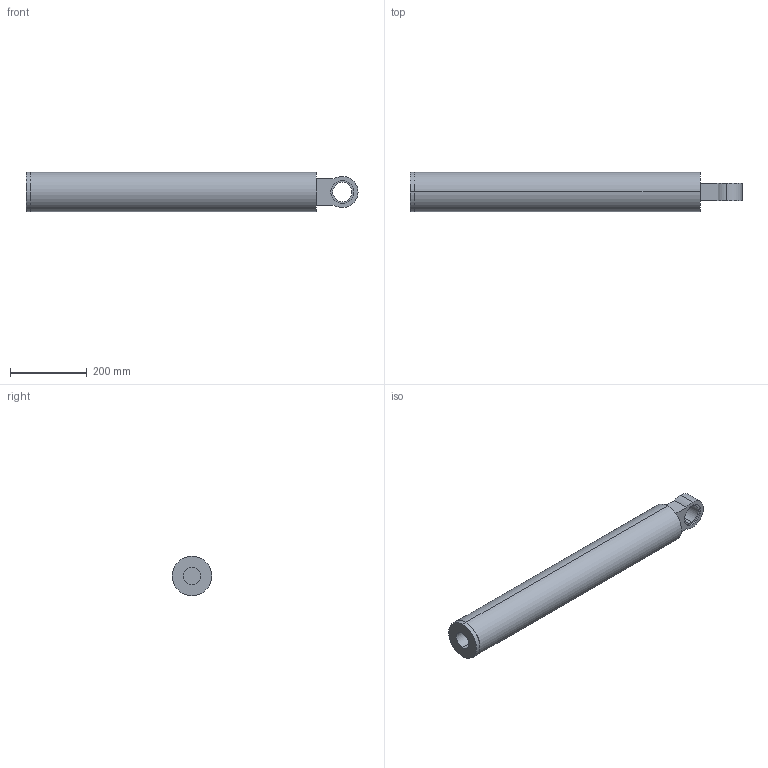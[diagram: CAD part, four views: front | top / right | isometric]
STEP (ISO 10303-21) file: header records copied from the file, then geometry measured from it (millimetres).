
FILE_DESCRIPTION (( 'STEP AP203' ), '1' );
FILE_NAME ('缸_动臂油缸_HSG80／45-900_70_sldprt.STEP', '2024-04-30T10:36:13', ( '' ), ( '' ), 'SwSTEP 2.0', 'SolidWorks 2022', '' );
FILE_SCHEMA (( 'CONFIG_CONTROL_DESIGN' ));
Length unit declared in the file: millimetre
Products named in the file (1): 缸_动臂油缸_HSG80／45-900_70_sldprt
Bounding box: 864.2 x 102.86 x 102.86 mm (x, y, z)
Volume: 3493241.7 mm3; surface area: 460623.5 mm2
Topology: 1 solids, 1 shells, 31 faces, 66 edges, 44 vertices
Faces by surface type: cylinder 19, plane 12
Entity records: 939 total; most frequent: DIRECTION 168, CARTESIAN_POINT 142, ORIENTED_EDGE 132, AXIS2_PLACEMENT_3D 70, EDGE_CURVE 66, VERTEX_POINT 44, EDGE_LOOP 40, CIRCLE 38
